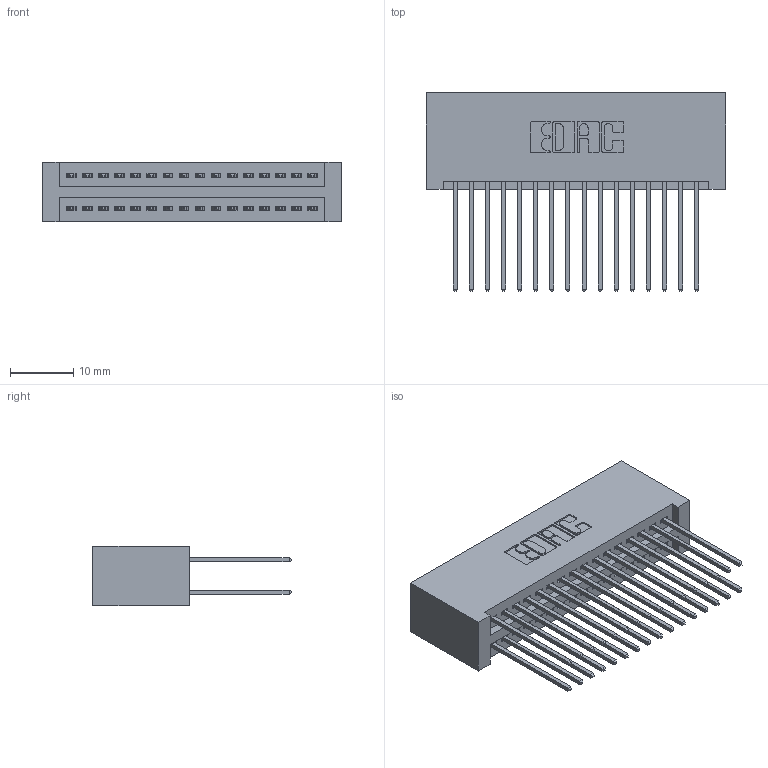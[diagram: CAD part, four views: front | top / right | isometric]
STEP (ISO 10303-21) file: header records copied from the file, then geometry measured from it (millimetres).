
FILE_DESCRIPTION (( 'STEP AP203' ), '1' );
FILE_NAME ('345-032-542-201.STEP', '2019-10-28T04:21:25', ( '' ), ( '' ), 'SwSTEP 2.0', 'SolidWorks 2016', '' );
FILE_SCHEMA (( 'CONFIG_CONTROL_DESIGN' ));
Length unit declared in the file: inch
Products named in the file (3): 345-292-001_345-293-142; 345 Part_No Mounting Lugs; 345-032-542-201
Assembly tree (33 placements, depth 2):
  345-032-542-201
    345 Part_No Mounting Lugs
    345-292-001_345-293-142  x32
Bounding box: 47.24 x 31.29 x 9.4 mm (x, y, z)
Volume: 5113.1 mm3; surface area: 8054.8 mm2
Topology: 33 solids, 33 shells, 1718 faces, 5085 edges, 3346 vertices
Faces by surface type: plane 1132, cylinder 586
Entity records: 15795 total; most frequent: CARTESIAN_POINT 2672, ORIENTED_EDGE 2606, DIRECTION 2383, EDGE_CURVE 1303, VECTOR 1115, LINE 1115, VERTEX_POINT 866, AXIS2_PLACEMENT_3D 634
